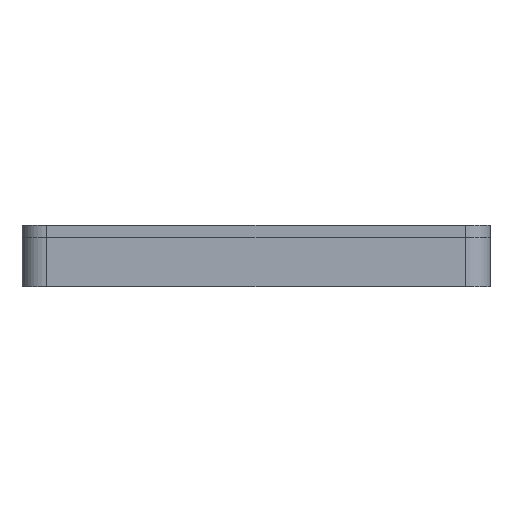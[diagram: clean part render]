
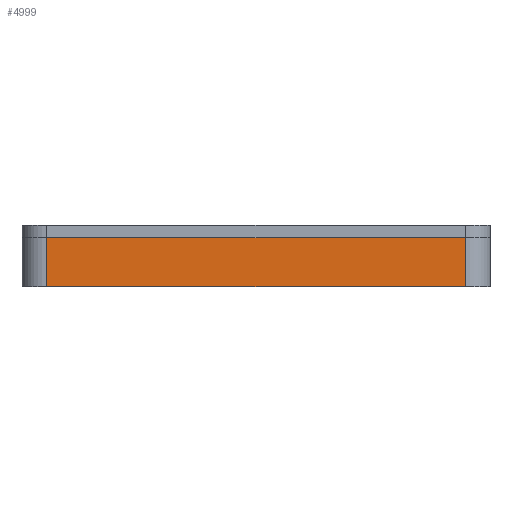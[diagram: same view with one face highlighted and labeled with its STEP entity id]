
A CAD part, front view. The second image highlights one B-rep face of the part: STEP entity #4999.
In plain terms, the highlighted planar face has unit normal (0, -1, 0).
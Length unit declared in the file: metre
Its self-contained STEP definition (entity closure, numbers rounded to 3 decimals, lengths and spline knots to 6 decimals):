
#658=LINE('',#7756,#1326);
#659=LINE('',#7759,#1327);
#660=LINE('',#7761,#1328);
#661=LINE('',#7763,#1329);
#1326=VECTOR('',#6381,1.);
#1327=VECTOR('',#6382,1.);
#1328=VECTOR('',#6383,1.);
#1329=VECTOR('',#6384,1.);
#2638=ORIENTED_EDGE('',*,*,#3370,.T.);
#2639=ORIENTED_EDGE('',*,*,#3371,.T.);
#2640=ORIENTED_EDGE('',*,*,#3372,.F.);
#2641=ORIENTED_EDGE('',*,*,#3373,.T.);
#3370=EDGE_CURVE('',#3842,#3843,#658,.T.);
#3371=EDGE_CURVE('',#3843,#3844,#659,.F.);
#3372=EDGE_CURVE('',#3845,#3844,#660,.T.);
#3373=EDGE_CURVE('',#3845,#3842,#661,.T.);
#3842=VERTEX_POINT('',#7757);
#3843=VERTEX_POINT('',#7758);
#3844=VERTEX_POINT('',#7760);
#3845=VERTEX_POINT('',#7762);
#4200=EDGE_LOOP('',(#2638,#2639,#2640,#2641));
#4538=FACE_BOUND('',#4200,.T.);
#4770=PLANE('',#5266);
#4999=ADVANCED_FACE('',(#4538),#4770,.F.);
#5266=AXIS2_PLACEMENT_3D('',#7755,#6379,#6380);
#6379=DIRECTION('',(0.,1.,0.));
#6380=DIRECTION('',(0.,0.,1.));
#6381=DIRECTION('',(-1.,0.,0.));
#6382=DIRECTION('',(0.,0.,1.));
#6383=DIRECTION('',(-1.,0.,0.));
#6384=DIRECTION('',(0.,0.,1.));
#7755=CARTESIAN_POINT('',(0.16129,-0.20066,-0.00254));
#7756=CARTESIAN_POINT('',(0.16129,-0.20066,0.00254));
#7757=CARTESIAN_POINT('',(0.15748,-0.20066,0.00254));
#7758=CARTESIAN_POINT('',(0.07112,-0.20066,0.00254));
#7759=CARTESIAN_POINT('',(0.07112,-0.20066,-0.00762));
#7760=CARTESIAN_POINT('',(0.07112,-0.20066,-0.00762));
#7761=CARTESIAN_POINT('',(0.16129,-0.20066,-0.00762));
#7762=CARTESIAN_POINT('',(0.15748,-0.20066,-0.00762));
#7763=CARTESIAN_POINT('',(0.15748,-0.20066,-0.00254));
